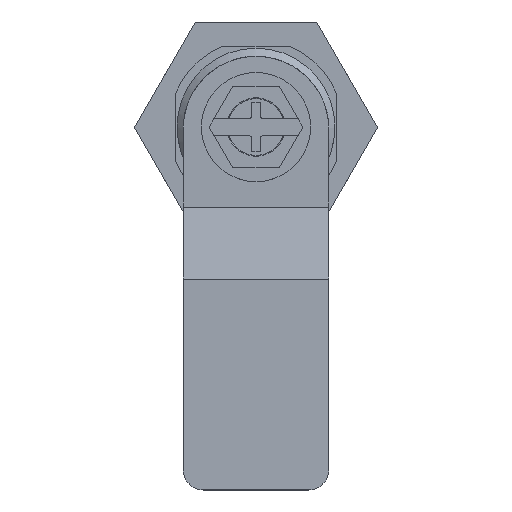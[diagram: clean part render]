
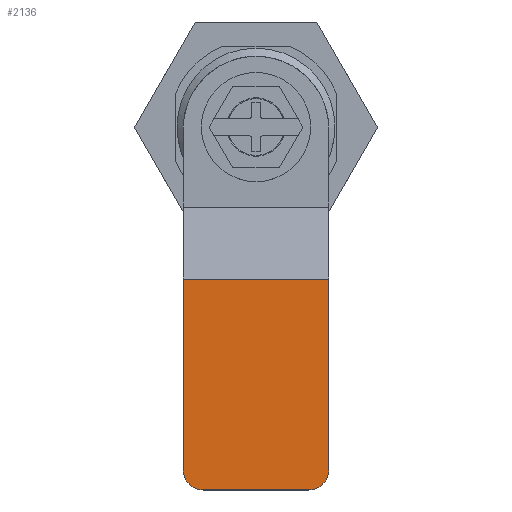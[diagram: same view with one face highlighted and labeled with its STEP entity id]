
A CAD part, top view. The second image highlights one B-rep face of the part: STEP entity #2136.
In plain terms, the highlighted planar face has unit normal (0, 0, 1).
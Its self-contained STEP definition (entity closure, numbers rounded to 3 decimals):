
#139=FACE_OUTER_BOUND('',#260,.T.);
#260=EDGE_LOOP('',(#1586,#1587,#1588,#1589,#1590,#1591));
#372=LINE('',#3178,#571);
#382=LINE('',#3209,#581);
#418=LINE('',#3574,#617);
#419=LINE('',#3580,#618);
#571=VECTOR('',#2585,10.);
#581=VECTOR('',#2611,10.);
#617=VECTOR('',#2719,10.);
#618=VECTOR('',#2728,10.);
#781=CIRCLE('',#2328,2.5);
#782=CIRCLE('',#2330,2.5);
#868=VERTEX_POINT('',#3172);
#870=VERTEX_POINT('',#3176);
#882=VERTEX_POINT('',#3207);
#883=VERTEX_POINT('',#3208);
#918=VERTEX_POINT('',#3572);
#919=VERTEX_POINT('',#3578);
#1085=EDGE_CURVE('',#870,#868,#372,.T.);
#1099=EDGE_CURVE('',#882,#883,#382,.T.);
#1163=EDGE_CURVE('',#883,#918,#418,.T.);
#1164=EDGE_CURVE('',#918,#870,#781,.T.);
#1165=EDGE_CURVE('',#868,#919,#782,.T.);
#1166=EDGE_CURVE('',#919,#882,#419,.T.);
#1586=ORIENTED_EDGE('',*,*,#1165,.F.);
#1587=ORIENTED_EDGE('',*,*,#1085,.F.);
#1588=ORIENTED_EDGE('',*,*,#1164,.F.);
#1589=ORIENTED_EDGE('',*,*,#1163,.F.);
#1590=ORIENTED_EDGE('',*,*,#1099,.F.);
#1591=ORIENTED_EDGE('',*,*,#1166,.F.);
#1933=PLANE('',#2329);
#2136=ADVANCED_FACE('',(#139),#1933,.T.);
#2328=AXIS2_PLACEMENT_3D('',#3576,#2722,#2723);
#2329=AXIS2_PLACEMENT_3D('',#3577,#2724,#2725);
#2330=AXIS2_PLACEMENT_3D('',#3579,#2726,#2727);
#2585=DIRECTION('',(-1.,0.,0.));
#2611=DIRECTION('',(1.,0.,0.));
#2719=DIRECTION('',(0.,-1.,0.));
#2722=DIRECTION('center_axis',(0.,0.,-1.));
#2723=DIRECTION('ref_axis',(0.707,-0.707,0.));
#2724=DIRECTION('center_axis',(0.,0.,1.));
#2725=DIRECTION('ref_axis',(0.,-1.,0.));
#2726=DIRECTION('center_axis',(0.,0.,-1.));
#2727=DIRECTION('ref_axis',(-0.707,-0.707,0.));
#2728=DIRECTION('',(0.,1.,0.));
#3172=CARTESIAN_POINT('',(-6.5,-44.822,30.3));
#3176=CARTESIAN_POINT('',(6.5,-44.822,30.3));
#3178=CARTESIAN_POINT('',(0.,-44.822,30.3));
#3207=CARTESIAN_POINT('',(-9.,-18.781,30.3));
#3208=CARTESIAN_POINT('',(9.,-18.781,30.3));
#3209=CARTESIAN_POINT('',(0.,-18.781,30.3));
#3572=CARTESIAN_POINT('',(9.,-42.322,30.3));
#3574=CARTESIAN_POINT('',(9.,-18.781,30.3));
#3576=CARTESIAN_POINT('Origin',(6.5,-42.322,30.3));
#3577=CARTESIAN_POINT('Origin',(0.,-18.781,30.3));
#3578=CARTESIAN_POINT('',(-9.,-42.322,30.3));
#3579=CARTESIAN_POINT('Origin',(-6.5,-42.322,30.3));
#3580=CARTESIAN_POINT('',(-9.,-18.781,30.3));
